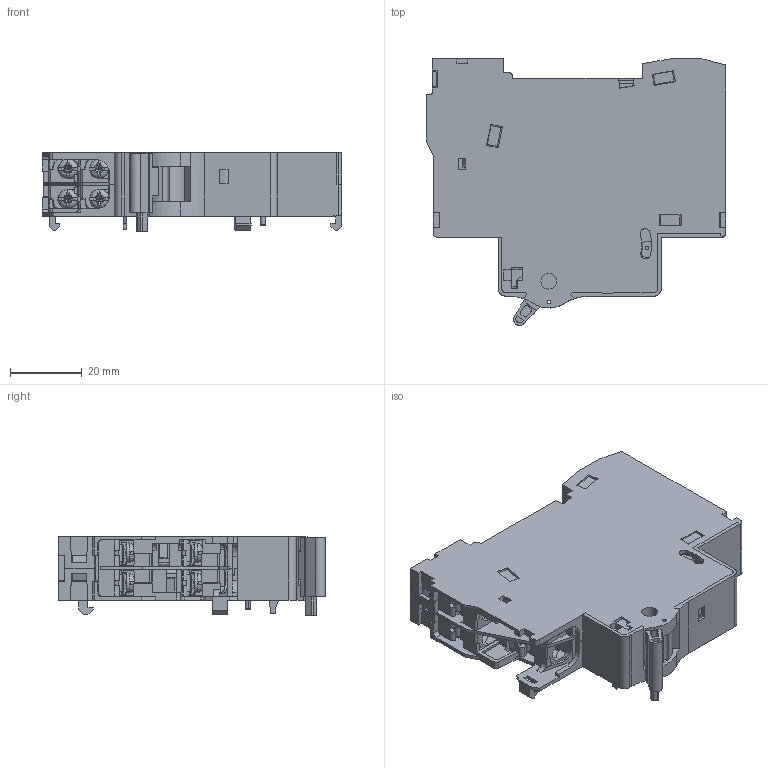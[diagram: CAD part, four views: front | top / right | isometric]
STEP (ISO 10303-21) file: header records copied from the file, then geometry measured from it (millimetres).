
FILE_DESCRIPTION (( 'STEP AP203' ), '1' );
FILE_NAME ('謎陓MX+OF2俋倛.STEP', '2023-04-13T02:28:30', ( '' ), ( '' ), 'SwSTEP 2.0', 'SolidWorks 2018', '' );
FILE_SCHEMA (( 'CONFIG_CONTROL_DESIGN' ));
Length unit declared in the file: millimetre
Products named in the file (14): 5LD.850.100; 8LD.315.168-裔; 8LD.574.104-諉盄釱; 8LD.774.101-橈埽遺; 8LD.024.193-菁釱; 8LD.574.106-諉盄釱; 8LD.371.103; 8LD.039.102-儂凳釱; 謎陓MX+OF2俋倛; 8LD.233.155-憤蟀裝; 8LD.574.105-諉盄釱; 8LD.907.104; 8LD.253.179-忒梟; 8LD.257.118-泐諶
Assembly tree (17 placements, depth 3):
  謎陓MX+OF2俋倛
    8LD.024.193-菁釱
    8LD.315.168-裔
    8LD.774.101-橈埽遺
    8LD.574.105-諉盄釱
    8LD.574.104-諉盄釱
    8LD.574.106-諉盄釱  x2
    8LD.039.102-儂凳釱
    8LD.257.118-泐諶
    8LD.253.179-忒梟
    8LD.233.155-憤蟀裝
    5LD.850.100  x4
      8LD.371.103
      8LD.907.104
Bounding box: 83.2 x 74.09 x 21.94 mm (x, y, z)
Volume: 25405.6 mm3; surface area: 47602 mm2
Topology: 51 solids, 51 shells, 3013 faces, 8394 edges, 5511 vertices
Faces by surface type: plane 1943, cylinder 689, bspline 277, cone 56, torus 44, sphere 4
Entity records: 88481 total; most frequent: CARTESIAN_POINT 27093, ORIENTED_EDGE 13620, DIRECTION 10733, EDGE_CURVE 6810, LINE 4675, VECTOR 4675, VERTEX_POINT 4499, AXIS2_PLACEMENT_3D 3029
